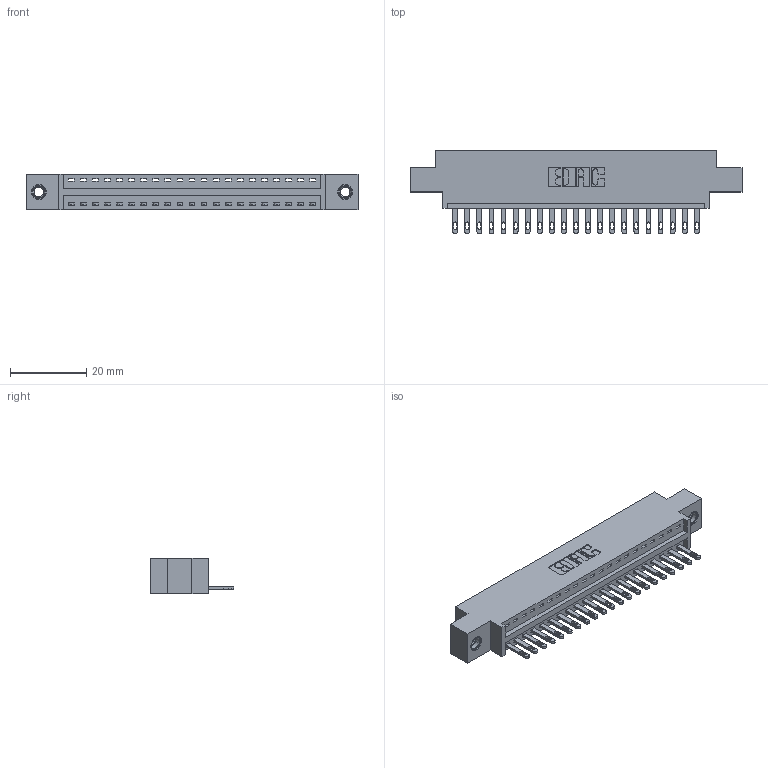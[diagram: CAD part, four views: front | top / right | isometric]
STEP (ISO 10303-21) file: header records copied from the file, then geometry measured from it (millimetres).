
FILE_DESCRIPTION (( 'STEP AP203' ), '1' );
FILE_NAME ('346-021-500-607.STEP', '2022-05-05T17:29:20', ( '' ), ( '' ), 'SwSTEP 2.0', 'SolidWorks 2020', '' );
FILE_SCHEMA (( 'CONFIG_CONTROL_DESIGN' ));
Length unit declared in the file: inch
Products named in the file (4): 345-250-001_345-250-005-103; 346 Part_0.170 Offset - 0.156 Dia-TI; 346-021-500-607; 345-292-001_345-293-100
Assembly tree (24 placements, depth 2):
  346-021-500-607
    346 Part_0.170 Offset - 0.156 Dia-TI
    345-292-001_345-293-100  x21
    345-250-001_345-250-005-103  x2
Bounding box: 87.25 x 21.84 x 9.4 mm (x, y, z)
Volume: 8051.8 mm3; surface area: 10081.1 mm2
Topology: 24 solids, 24 shells, 1320 faces, 4005 edges, 2662 vertices
Faces by surface type: plane 826, cylinder 478, cone 12, torus 4
Entity records: 17108 total; most frequent: CARTESIAN_POINT 2922, ORIENTED_EDGE 2870, DIRECTION 2631, EDGE_CURVE 1435, LINE 1195, VECTOR 1195, VERTEX_POINT 952, AXIS2_PLACEMENT_3D 718
